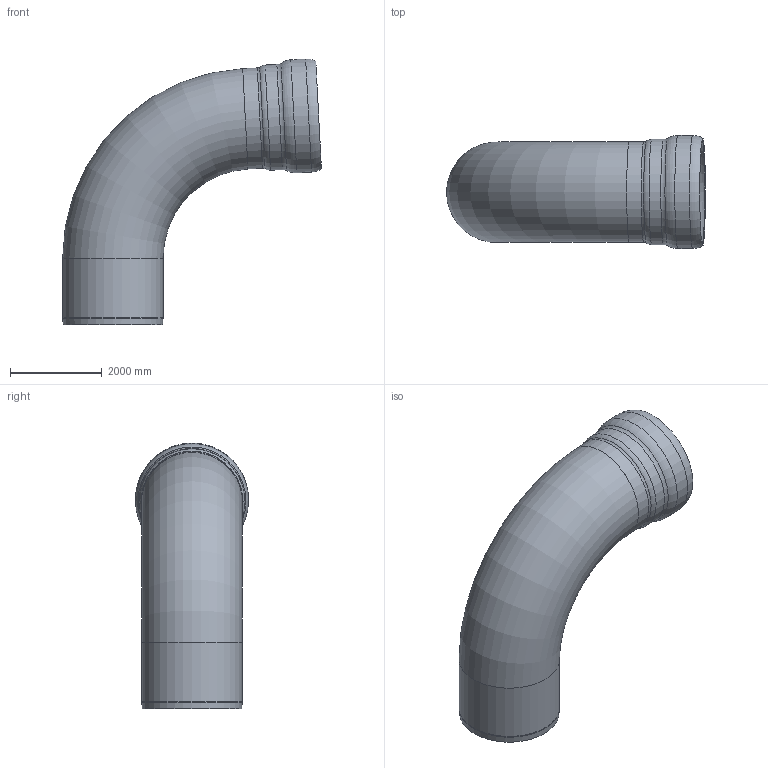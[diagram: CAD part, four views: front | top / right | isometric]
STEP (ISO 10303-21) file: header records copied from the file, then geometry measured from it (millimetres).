
FILE_DESCRIPTION(/* description */ (''),/* implementation_level */ '2;1');
FILE_NAME(/* name */ '00310.200X_3D.stp',/* time_stamp */ '2024-12-11T12:42:35+01:00',/* author */ ('CAD'),/* organization */ (''),/* preprocessor_version */ 'ST-DEVELOPER v20',/* originating_system */ 'AutoCAD Mechanical',/* authorisation */ '');
FILE_SCHEMA (('AUTOMOTIVE_DESIGN { 1 0 10303 214 3 1 1 }'));
Length unit declared in the file: centimetre
Products named in the file (2): Product; *S0
Assembly tree (1 placements, depth 2):
  Product
    *S0
Bounding box: 5645.13 x 2468 x 5800.43 mm (x, y, z)
Volume: 2579164343.9 mm3; surface area: 106918210.7 mm2
Topology: 3 solids, 3 shells, 30 faces, 72 edges, 46 vertices
Faces by surface type: torus 14, cylinder 8, plane 4, cone 4
Full cylindrical faces by diameter (mm): 2132 x1, 2133 x1, 2190 x1, 2191 x1, 2240 x1, 2298 x1, 2410 x1, 2468 x1
Entity records: 961 total; most frequent: DIRECTION 198, CARTESIAN_POINT 151, ORIENTED_EDGE 144, AXIS2_PLACEMENT_3D 93, EDGE_CURVE 72, CIRCLE 60, VERTEX_POINT 46, EDGE_LOOP 34
